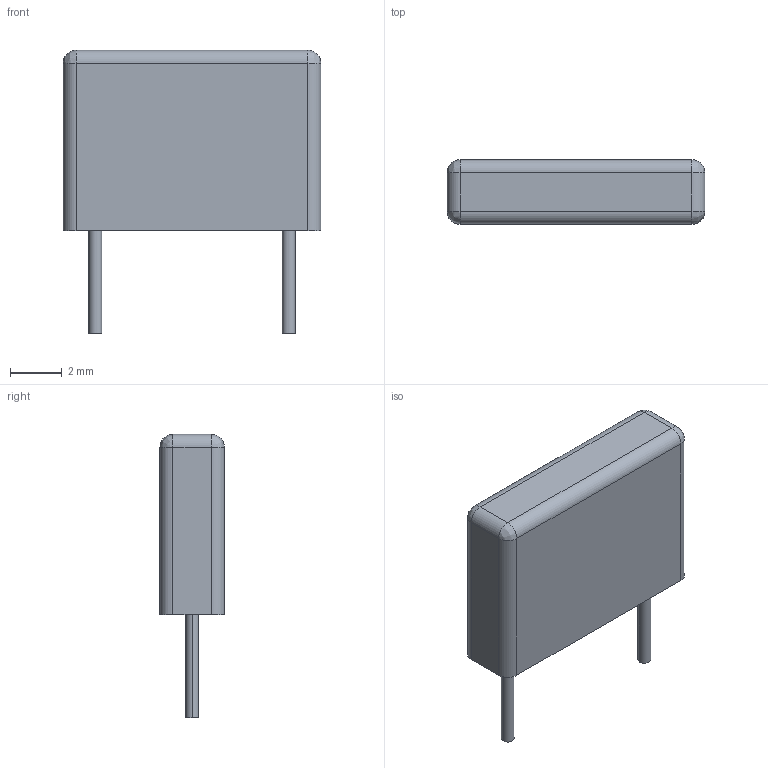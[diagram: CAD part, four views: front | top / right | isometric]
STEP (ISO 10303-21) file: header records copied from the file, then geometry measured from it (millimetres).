
FILE_DESCRIPTION (( 'STEP AP214' ), '1' );
FILE_NAME ('User Library-MKS4B031002A00-MKS4-2.5x7x10x7.5.STEP', '2013-07-02T21:55:55', ( 'Windows User' ), ( '' ), 'SwSTEP 2.0', 'SolidWorks 2013', '' );
FILE_SCHEMA (( 'AUTOMOTIVE_DESIGN' ));
Length unit declared in the file: millimetre
Products named in the file (1): User Library-MKS4B031002A00-MKS4-2.5x7x10x7.5
Bounding box: 10 x 2.51 x 11 mm (x, y, z)
Volume: 173.9 mm3; surface area: 227 mm2
Topology: 1 solids, 1 shells, 313 faces, 832 edges, 548 vertices
Faces by surface type: plane 182, bspline 119, cylinder 12
Entity records: 19209 total; most frequent: CARTESIAN_POINT 8753, ORIENTED_EDGE 1656, DIRECTION 1012, EDGE_CURVE 828, LINE 574, VECTOR 574, VERTEX_POINT 548, EDGE_LOOP 344
